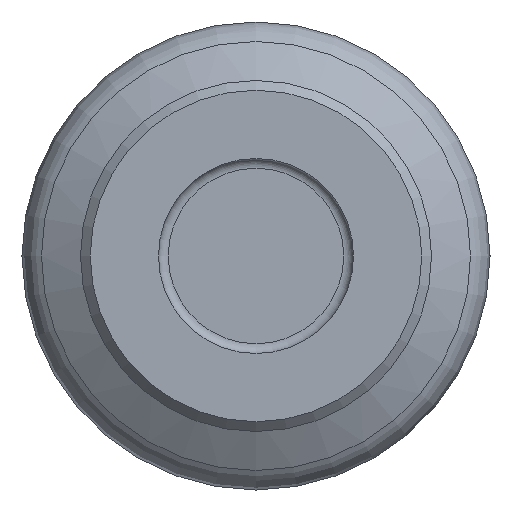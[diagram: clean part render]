
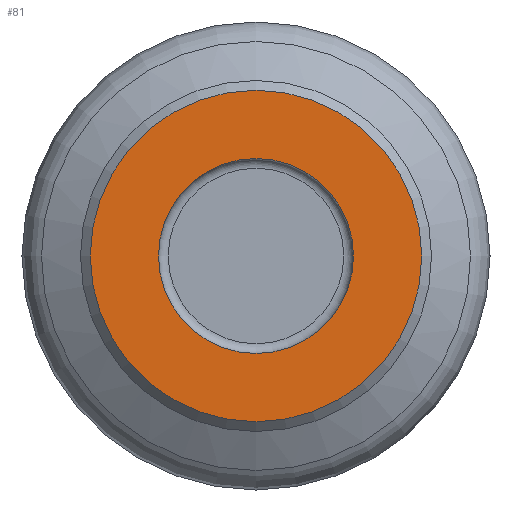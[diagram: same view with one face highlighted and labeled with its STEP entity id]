
A CAD part, left-side view. The second image highlights one B-rep face of the part: STEP entity #81.
In plain terms, the highlighted planar face has unit normal (-1, 0, 0).
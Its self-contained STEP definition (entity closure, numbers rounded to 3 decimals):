
#66=PLANE('',#680);
#81=ADVANCED_FACE('',(#156,#157),#66,.T.);
#156=FACE_BOUND('',#270,.T.);
#157=FACE_BOUND('',#271,.T.);
#270=EDGE_LOOP('',(#386));
#271=EDGE_LOOP('',(#387));
#386=ORIENTED_EDGE('',*,*,#560,.F.);
#387=ORIENTED_EDGE('',*,*,#561,.T.);
#502=VERTEX_POINT('',#1035);
#503=VERTEX_POINT('',#1037);
#560=EDGE_CURVE('',#502,#502,#618,.T.);
#561=EDGE_CURVE('',#503,#503,#619,.T.);
#618=CIRCLE('',#678,5.);
#619=CIRCLE('',#679,8.5);
#678=AXIS2_PLACEMENT_3D('',#1034,#800,#801);
#679=AXIS2_PLACEMENT_3D('',#1036,#802,#803);
#680=AXIS2_PLACEMENT_3D('',#1038,#804,#805);
#800=DIRECTION('',(-1.,0.,0.));
#801=DIRECTION('',(0.,1.,0.));
#802=DIRECTION('',(-1.,0.,0.));
#803=DIRECTION('',(0.,0.,1.));
#804=DIRECTION('',(-1.,0.,0.));
#805=DIRECTION('',(0.,0.,1.));
#1034=CARTESIAN_POINT('',(0.,0.,0.));
#1035=CARTESIAN_POINT('',(0.,5.,0.));
#1036=CARTESIAN_POINT('',(0.,0.,0.));
#1037=CARTESIAN_POINT('',(0.,0.,8.5));
#1038=CARTESIAN_POINT('',(0.,9.,0.));
